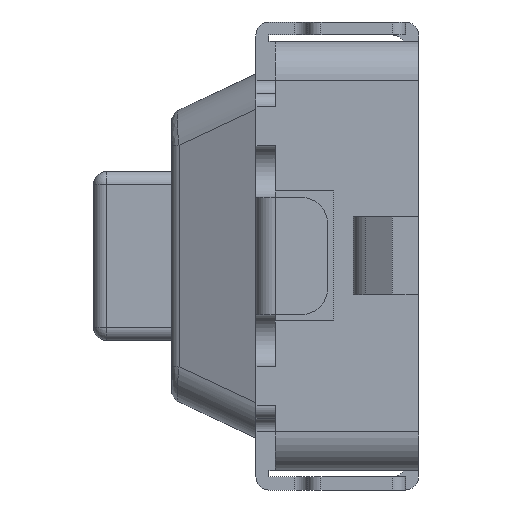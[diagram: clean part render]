
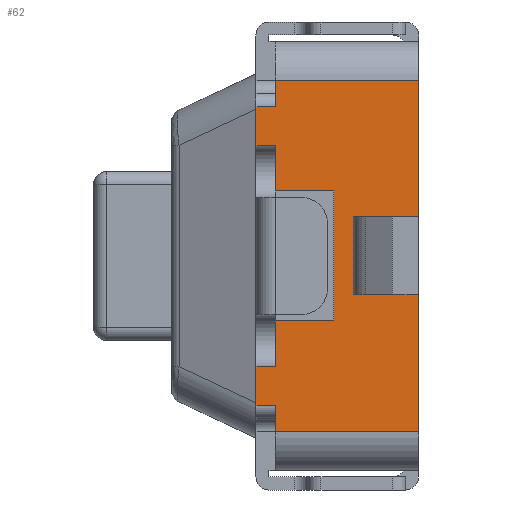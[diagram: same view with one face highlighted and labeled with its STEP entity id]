
A CAD part, left-side view. The second image highlights one B-rep face of the part: STEP entity #62.
In plain terms, the highlighted planar face has unit normal (-1, 0, 0).
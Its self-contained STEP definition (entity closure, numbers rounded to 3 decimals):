
#62=ADVANCED_FACE('',(#739,#740),#741,.T.);
#739=FACE_OUTER_BOUND('',#2080,.T.);
#740=FACE_BOUND('',#2081,.T.);
#741=PLANE('',#2082);
#2080=EDGE_LOOP('',(#3720,#3721,#3722,#3723,#3724,#3725,#3726,#3727,#3728,#3729,#3730,#3731,#3732,#3733,#3734,#3735));
#2081=EDGE_LOOP('',(#3736,#3737,#3738,#3739));
#2082=AXIS2_PLACEMENT_3D('',#3740,#3741,#3742);
#3720=ORIENTED_EDGE('',*,*,#9318,.T.);
#3721=ORIENTED_EDGE('',*,*,#9319,.T.);
#3722=ORIENTED_EDGE('',*,*,#9251,.T.);
#3723=ORIENTED_EDGE('',*,*,#9320,.F.);
#3724=ORIENTED_EDGE('',*,*,#9311,.T.);
#3725=ORIENTED_EDGE('',*,*,#9321,.T.);
#3726=ORIENTED_EDGE('',*,*,#9322,.F.);
#3727=ORIENTED_EDGE('',*,*,#9323,.T.);
#3728=ORIENTED_EDGE('',*,*,#9324,.T.);
#3729=ORIENTED_EDGE('',*,*,#9325,.T.);
#3730=ORIENTED_EDGE('',*,*,#9326,.T.);
#3731=ORIENTED_EDGE('',*,*,#9327,.F.);
#3732=ORIENTED_EDGE('',*,*,#9328,.T.);
#3733=ORIENTED_EDGE('',*,*,#9329,.F.);
#3734=ORIENTED_EDGE('',*,*,#9330,.F.);
#3735=ORIENTED_EDGE('',*,*,#9331,.T.);
#3736=ORIENTED_EDGE('',*,*,#9332,.T.);
#3737=ORIENTED_EDGE('',*,*,#9333,.F.);
#3738=ORIENTED_EDGE('',*,*,#9334,.F.);
#3739=ORIENTED_EDGE('',*,*,#9335,.T.);
#3740=CARTESIAN_POINT('',(-3.0,0.0,-1.65));
#3741=DIRECTION('',(-1.0,0.0,0.0));
#3742=DIRECTION('',(0.0,0.0,1.0));
#9251=EDGE_CURVE('',#11118,#11116,#11119,.T.);
#9311=EDGE_CURVE('',#11216,#11224,#11226,.T.);
#9318=EDGE_CURVE('',#11238,#11239,#11240,.T.);
#9319=EDGE_CURVE('',#11239,#11118,#11241,.T.);
#9320=EDGE_CURVE('',#11216,#11116,#11242,.T.);
#9321=EDGE_CURVE('',#11224,#11243,#11244,.T.);
#9322=EDGE_CURVE('',#11245,#11243,#11246,.T.);
#9323=EDGE_CURVE('',#11245,#11247,#11248,.T.);
#9324=EDGE_CURVE('',#11247,#11249,#11250,.T.);
#9325=EDGE_CURVE('',#11249,#11251,#11252,.T.);
#9326=EDGE_CURVE('',#11251,#11253,#11254,.T.);
#9327=EDGE_CURVE('',#11255,#11253,#11256,.T.);
#9328=EDGE_CURVE('',#11255,#11257,#11258,.T.);
#9329=EDGE_CURVE('',#11259,#11257,#11260,.T.);
#9330=EDGE_CURVE('',#11261,#11259,#11262,.T.);
#9331=EDGE_CURVE('',#11261,#11238,#11263,.T.);
#9332=EDGE_CURVE('',#11264,#11265,#11266,.T.);
#9333=EDGE_CURVE('',#11267,#11265,#11268,.T.);
#9334=EDGE_CURVE('',#11269,#11267,#11270,.T.);
#9335=EDGE_CURVE('',#11269,#11264,#11271,.T.);
#11116=VERTEX_POINT('',#14205);
#11118=VERTEX_POINT('',#14207);
#11119=LINE('',#14208,#14209);
#11216=VERTEX_POINT('',#14357);
#11224=VERTEX_POINT('',#14367);
#11226=LINE('',#14369,#14370);
#11238=VERTEX_POINT('',#14385);
#11239=VERTEX_POINT('',#14386);
#11240=LINE('',#14387,#14388);
#11241=LINE('',#14389,#14390);
#11242=LINE('',#14391,#14392);
#11243=VERTEX_POINT('',#14393);
#11244=LINE('',#14394,#14395);
#11245=VERTEX_POINT('',#14396);
#11246=LINE('',#14397,#14398);
#11247=VERTEX_POINT('',#14399);
#11248=LINE('',#14400,#14401);
#11249=VERTEX_POINT('',#14402);
#11250=LINE('',#14403,#14404);
#11251=VERTEX_POINT('',#14405);
#11252=LINE('',#14406,#14407);
#11253=VERTEX_POINT('',#14408);
#11254=LINE('',#14409,#14410);
#11255=VERTEX_POINT('',#14411);
#11256=LINE('',#14412,#14413);
#11257=VERTEX_POINT('',#14414);
#11258=LINE('',#14415,#14416);
#11259=VERTEX_POINT('',#14417);
#11260=LINE('',#14418,#14419);
#11261=VERTEX_POINT('',#14420);
#11262=LINE('',#14421,#14422);
#11263=LINE('',#14423,#14424);
#11264=VERTEX_POINT('',#14425);
#11265=VERTEX_POINT('',#14426);
#11266=LINE('',#14427,#14428);
#11267=VERTEX_POINT('',#14429);
#11268=LINE('',#14430,#14431);
#11269=VERTEX_POINT('',#14432);
#11270=LINE('',#14433,#14434);
#11271=LINE('',#14435,#14436);
#14205=CARTESIAN_POINT('',(-3.0,0.0,1.35));
#14207=CARTESIAN_POINT('',(-3.0,0.0,-1.35));
#14208=CARTESIAN_POINT('',(-3.0,0.0,-1.35));
#14209=VECTOR('',#19057,2.7);
#14357=CARTESIAN_POINT('',(-3.0,1.1,1.35));
#14367=CARTESIAN_POINT('',(-3.0,1.1,1.15));
#14369=CARTESIAN_POINT('',(-3.0,1.1,1.35));
#14370=VECTOR('',#19129,0.2);
#14385=CARTESIAN_POINT('',(-3.0,1.1,-1.15));
#14386=CARTESIAN_POINT('',(-3.0,1.1,-1.35));
#14387=CARTESIAN_POINT('',(-3.0,1.1,-1.15));
#14388=VECTOR('',#19142,0.2);
#14389=CARTESIAN_POINT('',(-3.0,1.1,-1.35));
#14390=VECTOR('',#19143,1.1);
#14391=CARTESIAN_POINT('',(-3.0,1.1,1.35));
#14392=VECTOR('',#19144,1.1);
#14393=CARTESIAN_POINT('',(-3.0,1.25,1.15));
#14394=CARTESIAN_POINT('',(-3.0,1.1,1.15));
#14395=VECTOR('',#19145,0.15);
#14396=CARTESIAN_POINT('',(-3.0,1.25,0.85));
#14397=CARTESIAN_POINT('',(-3.0,1.25,0.85));
#14398=VECTOR('',#19146,0.3);
#14399=CARTESIAN_POINT('',(-3.0,1.1,0.85));
#14400=CARTESIAN_POINT('',(-3.0,1.25,0.85));
#14401=VECTOR('',#19147,0.15);
#14402=CARTESIAN_POINT('',(-3.0,1.1,0.5));
#14403=CARTESIAN_POINT('',(-3.0,1.1,0.85));
#14404=VECTOR('',#19148,0.35);
#14405=CARTESIAN_POINT('',(-3.0,0.65,0.5));
#14406=CARTESIAN_POINT('',(-3.0,1.1,0.5));
#14407=VECTOR('',#19149,0.45);
#14408=CARTESIAN_POINT('',(-3.0,0.65,-0.5));
#14409=CARTESIAN_POINT('',(-3.0,0.65,0.5));
#14410=VECTOR('',#19150,1.0);
#14411=CARTESIAN_POINT('',(-3.0,1.1,-0.5));
#14412=CARTESIAN_POINT('',(-3.0,1.1,-0.5));
#14413=VECTOR('',#19151,0.45);
#14414=CARTESIAN_POINT('',(-3.0,1.1,-0.85));
#14415=CARTESIAN_POINT('',(-3.0,1.1,-0.5));
#14416=VECTOR('',#19152,0.35);
#14417=CARTESIAN_POINT('',(-3.0,1.25,-0.85));
#14418=CARTESIAN_POINT('',(-3.0,1.25,-0.85));
#14419=VECTOR('',#19153,0.15);
#14420=CARTESIAN_POINT('',(-3.0,1.25,-1.15));
#14421=CARTESIAN_POINT('',(-3.0,1.25,-1.15));
#14422=VECTOR('',#19154,0.3);
#14423=CARTESIAN_POINT('',(-3.0,1.25,-1.15));
#14424=VECTOR('',#19155,0.15);
#14425=CARTESIAN_POINT('',(-3.0,0.5,-0.3));
#14426=CARTESIAN_POINT('',(-3.0,0.5,0.3));
#14427=CARTESIAN_POINT('',(-3.0,0.5,-0.3));
#14428=VECTOR('',#19156,0.6);
#14429=CARTESIAN_POINT('',(-3.0,0.3,0.3));
#14430=CARTESIAN_POINT('',(-3.0,0.3,0.3));
#14431=VECTOR('',#19157,0.2);
#14432=CARTESIAN_POINT('',(-3.0,0.3,-0.3));
#14433=CARTESIAN_POINT('',(-3.0,0.3,-0.3));
#14434=VECTOR('',#19158,0.6);
#14435=CARTESIAN_POINT('',(-3.0,0.3,-0.3));
#14436=VECTOR('',#19159,0.2);
#19057=DIRECTION('',(0.0,0.0,1.0));
#19129=DIRECTION('',(0.0,0.0,-1.0));
#19142=DIRECTION('',(0.0,0.0,-1.0));
#19143=DIRECTION('',(0.0,-1.0,0.0));
#19144=DIRECTION('',(0.0,-1.0,0.0));
#19145=DIRECTION('',(0.0,1.0,0.0));
#19146=DIRECTION('',(0.0,0.0,1.0));
#19147=DIRECTION('',(0.0,-1.0,0.0));
#19148=DIRECTION('',(0.0,0.0,-1.0));
#19149=DIRECTION('',(0.0,-1.0,0.0));
#19150=DIRECTION('',(0.0,0.0,-1.0));
#19151=DIRECTION('',(0.0,-1.0,0.0));
#19152=DIRECTION('',(0.0,0.0,-1.0));
#19153=DIRECTION('',(0.0,-1.0,0.0));
#19154=DIRECTION('',(0.0,0.0,1.0));
#19155=DIRECTION('',(0.0,-1.0,0.0));
#19156=DIRECTION('',(0.0,0.0,1.0));
#19157=DIRECTION('',(0.0,1.0,0.0));
#19158=DIRECTION('',(0.0,0.0,1.0));
#19159=DIRECTION('',(0.0,1.0,0.0));
